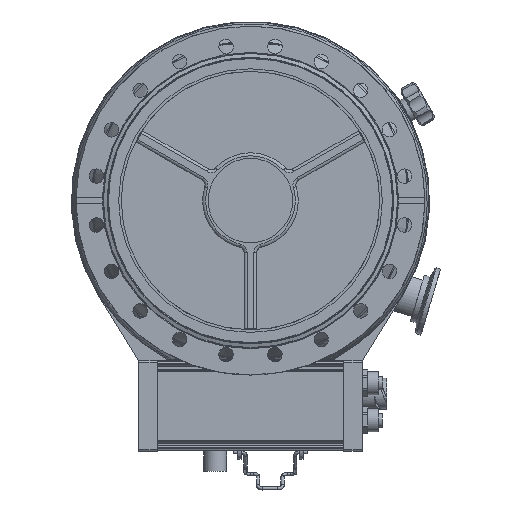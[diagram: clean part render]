
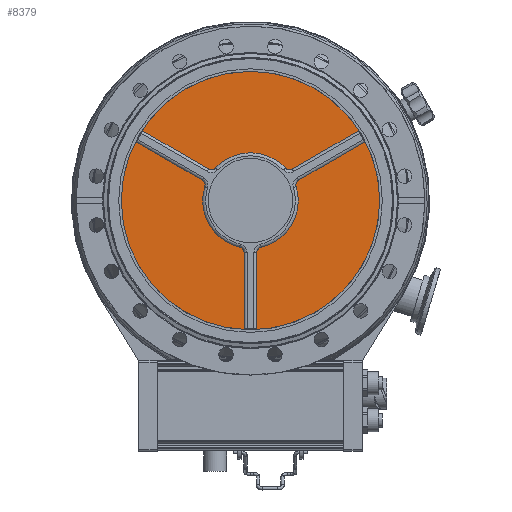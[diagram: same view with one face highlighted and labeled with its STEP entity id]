
A CAD part, front view. The second image highlights one B-rep face of the part: STEP entity #8379.
In plain terms, the highlighted planar face has unit normal (0, -1, 0).
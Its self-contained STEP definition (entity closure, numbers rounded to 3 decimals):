
#7678=CARTESIAN_POINT('',(-6.262,-129.6,-27.016));
#7679=VERTEX_POINT('',#7678);
#7680=CARTESIAN_POINT('',(-3.732,-129.6,-30.199));
#7681=VERTEX_POINT('',#7680);
#7682=CARTESIAN_POINT('',(-7.,-129.6,-30.199));
#7683=DIRECTION('',(0.0,1.0,0.0));
#7684=DIRECTION('',(0.0,0.0,-1.0));
#7685=AXIS2_PLACEMENT_3D('',#7682,#7683,#7684);
#7686=CIRCLE('',#7685,3.268);
#7687=EDGE_CURVE('',#7679,#7681,#7686,.T.);
#7722=CARTESIAN_POINT('',(-3.732,-129.6,-74.406));
#7723=VERTEX_POINT('',#7722);
#7724=CARTESIAN_POINT('',(-3.732,-129.6,-30.199));
#7725=DIRECTION('',(0.0,0.0,-1.0));
#7726=VECTOR('',#7725,44.207);
#7727=LINE('',#7724,#7726);
#7728=EDGE_CURVE('',#7681,#7723,#7727,.T.);
#7763=CARTESIAN_POINT('',(6.262,-129.6,-27.016));
#7764=VERTEX_POINT('',#7763);
#7765=CARTESIAN_POINT('',(26.527,-129.6,8.085));
#7766=VERTEX_POINT('',#7765);
#7767=CARTESIAN_POINT('',(0.,-129.6,0.));
#7768=DIRECTION('',(0.0,-1.0,0.0));
#7769=DIRECTION('',(0.0,0.0,1.0));
#7770=AXIS2_PLACEMENT_3D('',#7767,#7768,#7769);
#7771=CIRCLE('',#7770,27.732);
#7772=EDGE_CURVE('',#7764,#7766,#7771,.T.);
#7807=CARTESIAN_POINT('',(28.019,-129.6,11.868));
#7808=VERTEX_POINT('',#7807);
#7809=CARTESIAN_POINT('',(29.653,-129.6,9.037));
#7810=DIRECTION('',(0.0,1.0,0.0));
#7811=DIRECTION('',(0.0,0.0,-1.0));
#7812=AXIS2_PLACEMENT_3D('',#7809,#7810,#7811);
#7813=CIRCLE('',#7812,3.268);
#7814=EDGE_CURVE('',#7766,#7808,#7813,.T.);
#7841=CARTESIAN_POINT('',(-20.265,-129.6,18.931));
#7842=VERTEX_POINT('',#7841);
#7843=CARTESIAN_POINT('',(-24.287,-129.6,18.332));
#7844=VERTEX_POINT('',#7843);
#7845=CARTESIAN_POINT('',(-22.653,-129.6,21.162));
#7846=DIRECTION('',(0.0,1.0,0.0));
#7847=DIRECTION('',(0.0,0.0,-1.0));
#7848=AXIS2_PLACEMENT_3D('',#7845,#7846,#7847);
#7849=CIRCLE('',#7848,3.268);
#7850=EDGE_CURVE('',#7842,#7844,#7849,.T.);
#7885=CARTESIAN_POINT('',(-62.572,-129.6,40.435));
#7886=VERTEX_POINT('',#7885);
#7887=CARTESIAN_POINT('',(-24.287,-129.6,18.332));
#7888=DIRECTION('',(-0.866,0.,0.5));
#7889=VECTOR('',#7888,44.207);
#7890=LINE('',#7887,#7889);
#7891=EDGE_CURVE('',#7844,#7886,#7890,.T.);
#7926=CARTESIAN_POINT('',(66.304,-129.6,33.971));
#7927=VERTEX_POINT('',#7926);
#7928=CARTESIAN_POINT('',(28.019,-129.6,11.868));
#7929=DIRECTION('',(0.866,0.,0.5));
#7930=VECTOR('',#7929,44.207);
#7931=LINE('',#7928,#7930);
#7932=EDGE_CURVE('',#7808,#7927,#7931,.T.);
#8264=CARTESIAN_POINT('',(0.,-129.6,-75.25));
#8265=DIRECTION('',(0.0,1.0,0.0));
#8266=DIRECTION('',(1.0,0.0,0.0));
#8267=AXIS2_PLACEMENT_3D('',#8264,#8265,#8266);
#8268=PLANE('',#8267);
#8269=CARTESIAN_POINT('',(-3.732,-129.6,-74.907));
#8270=VERTEX_POINT('',#8269);
#8271=CARTESIAN_POINT('',(0.,-129.6,0.));
#8272=DIRECTION('',(0.0,-1.0,0.0));
#8273=DIRECTION('',(-1.0,0.0,0.0));
#8274=AXIS2_PLACEMENT_3D('',#8271,#8272,#8273);
#8275=CIRCLE('',#8274,75.0);
#8276=EDGE_CURVE('',#8270,#8270,#8275,.T.);
#8277=ORIENTED_EDGE('',*,*,#8276,.T.);
#8278=EDGE_LOOP('',(#8277));
#8279=FACE_OUTER_BOUND('',#8278,.T.);
#8280=ORIENTED_EDGE('',*,*,#7728,.F.);
#8281=ORIENTED_EDGE('',*,*,#7687,.F.);
#8282=CARTESIAN_POINT('',(-26.527,-129.6,8.085));
#8283=VERTEX_POINT('',#8282);
#8284=CARTESIAN_POINT('',(0.,-129.6,0.));
#8285=DIRECTION('',(0.0,-1.0,0.0));
#8286=DIRECTION('',(0.0,0.0,1.0));
#8287=AXIS2_PLACEMENT_3D('',#8284,#8285,#8286);
#8288=CIRCLE('',#8287,27.732);
#8289=EDGE_CURVE('',#8283,#7679,#8288,.T.);
#8290=ORIENTED_EDGE('',*,*,#8289,.F.);
#8291=CARTESIAN_POINT('',(-28.019,-129.6,11.868));
#8292=VERTEX_POINT('',#8291);
#8293=CARTESIAN_POINT('',(-29.653,-129.6,9.037));
#8294=DIRECTION('',(0.0,1.0,0.0));
#8295=DIRECTION('',(0.0,0.0,-1.0));
#8296=AXIS2_PLACEMENT_3D('',#8293,#8294,#8295);
#8297=CIRCLE('',#8296,3.268);
#8298=EDGE_CURVE('',#8292,#8283,#8297,.T.);
#8299=ORIENTED_EDGE('',*,*,#8298,.F.);
#8300=CARTESIAN_POINT('',(-66.304,-129.6,33.971));
#8301=VERTEX_POINT('',#8300);
#8302=CARTESIAN_POINT('',(-66.304,-129.6,33.971));
#8303=DIRECTION('',(0.866,0.,-0.5));
#8304=VECTOR('',#8303,44.207);
#8305=LINE('',#8302,#8304);
#8306=EDGE_CURVE('',#8301,#8292,#8305,.T.);
#8307=ORIENTED_EDGE('',*,*,#8306,.F.);
#8308=CARTESIAN_POINT('',(0.,-129.6,0.));
#8309=DIRECTION('',(0.0,-1.0,0.0));
#8310=DIRECTION('',(0.0,0.0,-1.0));
#8311=AXIS2_PLACEMENT_3D('',#8308,#8309,#8310);
#8312=CIRCLE('',#8311,74.5);
#8313=EDGE_CURVE('',#7886,#8301,#8312,.T.);
#8314=ORIENTED_EDGE('',*,*,#8313,.F.);
#8315=ORIENTED_EDGE('',*,*,#7891,.F.);
#8316=ORIENTED_EDGE('',*,*,#7850,.F.);
#8317=CARTESIAN_POINT('',(20.265,-129.6,18.931));
#8318=VERTEX_POINT('',#8317);
#8319=CARTESIAN_POINT('',(0.,-129.6,0.));
#8320=DIRECTION('',(0.0,-1.0,0.0));
#8321=DIRECTION('',(0.0,0.0,1.0));
#8322=AXIS2_PLACEMENT_3D('',#8319,#8320,#8321);
#8323=CIRCLE('',#8322,27.732);
#8324=EDGE_CURVE('',#8318,#7842,#8323,.T.);
#8325=ORIENTED_EDGE('',*,*,#8324,.F.);
#8326=CARTESIAN_POINT('',(24.287,-129.6,18.332));
#8327=VERTEX_POINT('',#8326);
#8328=CARTESIAN_POINT('',(22.653,-129.6,21.162));
#8329=DIRECTION('',(0.0,1.0,0.0));
#8330=DIRECTION('',(0.0,0.0,-1.0));
#8331=AXIS2_PLACEMENT_3D('',#8328,#8329,#8330);
#8332=CIRCLE('',#8331,3.268);
#8333=EDGE_CURVE('',#8327,#8318,#8332,.T.);
#8334=ORIENTED_EDGE('',*,*,#8333,.F.);
#8335=CARTESIAN_POINT('',(62.572,-129.6,40.435));
#8336=VERTEX_POINT('',#8335);
#8337=CARTESIAN_POINT('',(62.572,-129.6,40.435));
#8338=DIRECTION('',(-0.866,0.,-0.5));
#8339=VECTOR('',#8338,44.207);
#8340=LINE('',#8337,#8339);
#8341=EDGE_CURVE('',#8336,#8327,#8340,.T.);
#8342=ORIENTED_EDGE('',*,*,#8341,.F.);
#8343=CARTESIAN_POINT('',(0.,-129.6,0.));
#8344=DIRECTION('',(0.0,-1.0,0.0));
#8345=DIRECTION('',(0.0,0.0,-1.0));
#8346=AXIS2_PLACEMENT_3D('',#8343,#8344,#8345);
#8347=CIRCLE('',#8346,74.5);
#8348=EDGE_CURVE('',#7927,#8336,#8347,.T.);
#8349=ORIENTED_EDGE('',*,*,#8348,.F.);
#8350=ORIENTED_EDGE('',*,*,#7932,.F.);
#8351=ORIENTED_EDGE('',*,*,#7814,.F.);
#8352=ORIENTED_EDGE('',*,*,#7772,.F.);
#8353=CARTESIAN_POINT('',(3.732,-129.6,-30.199));
#8354=VERTEX_POINT('',#8353);
#8355=CARTESIAN_POINT('',(7.,-129.6,-30.199));
#8356=DIRECTION('',(0.0,1.0,0.0));
#8357=DIRECTION('',(0.0,0.0,-1.0));
#8358=AXIS2_PLACEMENT_3D('',#8355,#8356,#8357);
#8359=CIRCLE('',#8358,3.268);
#8360=EDGE_CURVE('',#8354,#7764,#8359,.T.);
#8361=ORIENTED_EDGE('',*,*,#8360,.F.);
#8362=CARTESIAN_POINT('',(3.732,-129.6,-74.406));
#8363=VERTEX_POINT('',#8362);
#8364=CARTESIAN_POINT('',(3.732,-129.6,-74.406));
#8365=DIRECTION('',(0.0,0.0,1.0));
#8366=VECTOR('',#8365,44.207);
#8367=LINE('',#8364,#8366);
#8368=EDGE_CURVE('',#8363,#8354,#8367,.T.);
#8369=ORIENTED_EDGE('',*,*,#8368,.F.);
#8370=CARTESIAN_POINT('',(0.,-129.6,0.));
#8371=DIRECTION('',(0.0,-1.0,0.0));
#8372=DIRECTION('',(0.0,0.0,-1.0));
#8373=AXIS2_PLACEMENT_3D('',#8370,#8371,#8372);
#8374=CIRCLE('',#8373,74.5);
#8375=EDGE_CURVE('',#7723,#8363,#8374,.T.);
#8376=ORIENTED_EDGE('',*,*,#8375,.F.);
#8377=EDGE_LOOP('',(#8280,#8281,#8290,#8299,#8307,#8314,#8315,#8316,#8325,#8334,#8342,#8349,#8350,#8351,#8352,#8361,#8369,#8376));
#8378=FACE_BOUND('',#8377,.T.);
#8379=ADVANCED_FACE('',(#8279,#8378),#8268,.F.);
